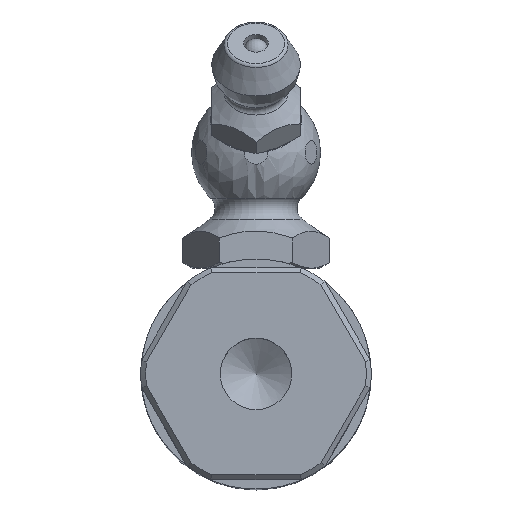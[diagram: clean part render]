
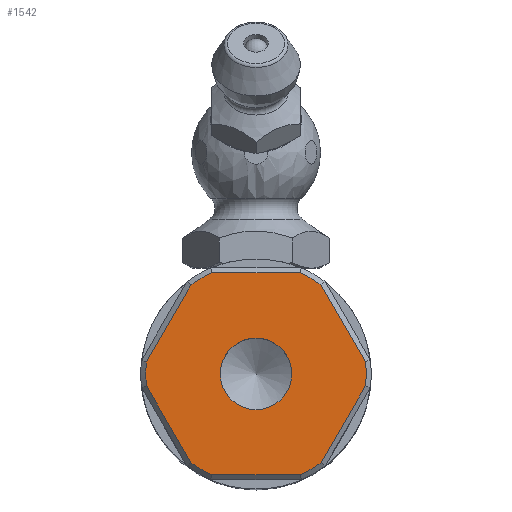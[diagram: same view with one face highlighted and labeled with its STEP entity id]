
A CAD part, top view. The second image highlights one B-rep face of the part: STEP entity #1542.
In plain terms, the highlighted planar face has unit normal (0, 0, 1).
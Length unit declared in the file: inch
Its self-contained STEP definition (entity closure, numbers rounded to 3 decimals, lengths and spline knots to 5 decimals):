
#86=FACE_BOUND('',#343,.T.);
#106=CIRCLE('',#1688,0.325);
#108=CIRCLE('',#1692,0.325);
#111=CIRCLE('',#1697,0.325);
#114=CIRCLE('',#1702,0.325);
#116=CIRCLE('',#1706,0.325);
#118=CIRCLE('',#1710,0.325);
#126=CIRCLE('',#1723,0.1055);
#127=CIRCLE('',#1724,0.1055);
#246=FACE_OUTER_BOUND('',#342,.T.);
#342=EDGE_LOOP('',(#1092,#1093,#1094,#1095,#1096,#1097,#1098,#1099,#1100,
#1101,#1102,#1103));
#343=EDGE_LOOP('',(#1104,#1105));
#469=LINE('',#2343,#535);
#471=LINE('',#2366,#537);
#473=LINE('',#2386,#539);
#475=LINE('',#2404,#541);
#478=LINE('',#2424,#544);
#480=LINE('',#2442,#546);
#535=VECTOR('',#1886,0.3937);
#537=VECTOR('',#1896,0.3937);
#539=VECTOR('',#1908,0.3937);
#541=VECTOR('',#1918,0.3937);
#544=VECTOR('',#1929,0.3937);
#546=VECTOR('',#1939,0.3937);
#601=VERTEX_POINT('',#2341);
#602=VERTEX_POINT('',#2342);
#605=VERTEX_POINT('',#2356);
#607=VERTEX_POINT('',#2365);
#609=VERTEX_POINT('',#2374);
#612=VERTEX_POINT('',#2385);
#614=VERTEX_POINT('',#2394);
#616=VERTEX_POINT('',#2403);
#619=VERTEX_POINT('',#2414);
#621=VERTEX_POINT('',#2423);
#623=VERTEX_POINT('',#2432);
#625=VERTEX_POINT('',#2441);
#642=VERTEX_POINT('',#2536);
#643=VERTEX_POINT('',#2537);
#760=EDGE_CURVE('',#601,#602,#469,.T.);
#764=EDGE_CURVE('',#602,#605,#106,.T.);
#767=EDGE_CURVE('',#605,#607,#471,.T.);
#770=EDGE_CURVE('',#607,#609,#108,.T.);
#774=EDGE_CURVE('',#609,#612,#473,.T.);
#777=EDGE_CURVE('',#612,#614,#111,.T.);
#780=EDGE_CURVE('',#614,#616,#475,.T.);
#784=EDGE_CURVE('',#616,#619,#114,.T.);
#787=EDGE_CURVE('',#619,#621,#478,.T.);
#790=EDGE_CURVE('',#621,#623,#116,.T.);
#793=EDGE_CURVE('',#623,#625,#480,.T.);
#796=EDGE_CURVE('',#625,#601,#118,.T.);
#823=EDGE_CURVE('',#642,#643,#126,.T.);
#824=EDGE_CURVE('',#643,#642,#127,.T.);
#1092=ORIENTED_EDGE('',*,*,#760,.F.);
#1093=ORIENTED_EDGE('',*,*,#796,.F.);
#1094=ORIENTED_EDGE('',*,*,#793,.F.);
#1095=ORIENTED_EDGE('',*,*,#790,.F.);
#1096=ORIENTED_EDGE('',*,*,#787,.F.);
#1097=ORIENTED_EDGE('',*,*,#784,.F.);
#1098=ORIENTED_EDGE('',*,*,#780,.F.);
#1099=ORIENTED_EDGE('',*,*,#777,.F.);
#1100=ORIENTED_EDGE('',*,*,#774,.F.);
#1101=ORIENTED_EDGE('',*,*,#770,.F.);
#1102=ORIENTED_EDGE('',*,*,#767,.F.);
#1103=ORIENTED_EDGE('',*,*,#764,.F.);
#1104=ORIENTED_EDGE('',*,*,#823,.T.);
#1105=ORIENTED_EDGE('',*,*,#824,.T.);
#1489=PLANE('',#1722);
#1542=ADVANCED_FACE('',(#246,#86),#1489,.T.);
#1688=AXIS2_PLACEMENT_3D('',#2357,#1890,#1891);
#1692=AXIS2_PLACEMENT_3D('',#2375,#1900,#1901);
#1697=AXIS2_PLACEMENT_3D('',#2395,#1912,#1913);
#1702=AXIS2_PLACEMENT_3D('',#2415,#1924,#1925);
#1706=AXIS2_PLACEMENT_3D('',#2433,#1934,#1935);
#1710=AXIS2_PLACEMENT_3D('',#2449,#1944,#1945);
#1722=AXIS2_PLACEMENT_3D('',#2535,#1984,#1985);
#1723=AXIS2_PLACEMENT_3D('',#2538,#1986,#1987);
#1724=AXIS2_PLACEMENT_3D('',#2539,#1988,#1989);
#1886=DIRECTION('',(1.,0.,0.));
#1890=DIRECTION('center_axis',(0.,0.,-1.));
#1891=DIRECTION('ref_axis',(1.,0.,0.));
#1896=DIRECTION('',(0.5,-0.866,0.));
#1900=DIRECTION('center_axis',(0.,0.,-1.));
#1901=DIRECTION('ref_axis',(1.,0.,0.));
#1908=DIRECTION('',(-0.5,-0.866,0.));
#1912=DIRECTION('center_axis',(0.,0.,-1.));
#1913=DIRECTION('ref_axis',(1.,0.,0.));
#1918=DIRECTION('',(-1.,0.,0.));
#1924=DIRECTION('center_axis',(0.,0.,-1.));
#1925=DIRECTION('ref_axis',(-1.,0.,0.));
#1929=DIRECTION('',(-0.5,0.866,0.));
#1934=DIRECTION('center_axis',(0.,0.,-1.));
#1935=DIRECTION('ref_axis',(-1.,0.,0.));
#1939=DIRECTION('',(0.5,0.866,0.));
#1944=DIRECTION('center_axis',(0.,0.,-1.));
#1945=DIRECTION('ref_axis',(-1.,0.,0.));
#1984=DIRECTION('center_axis',(0.,0.,1.));
#1985=DIRECTION('ref_axis',(1.,0.,0.));
#1986=DIRECTION('center_axis',(0.,0.,-1.));
#1987=DIRECTION('ref_axis',(1.,0.,0.));
#1988=DIRECTION('center_axis',(0.,0.,-1.));
#1989=DIRECTION('ref_axis',(1.,0.,0.));
#2341=CARTESIAN_POINT('',(-0.13076,0.2975,1.575));
#2342=CARTESIAN_POINT('',(0.13092,0.2975,1.575));
#2343=CARTESIAN_POINT('',(0.09021,0.2975,1.575));
#2356=CARTESIAN_POINT('',(0.19217,0.26216,1.575));
#2357=CARTESIAN_POINT('Origin',(0.00008,0.,
1.575));
#2365=CARTESIAN_POINT('',(0.32316,0.03527,1.575));
#2366=CARTESIAN_POINT('',(0.30275,0.07063,1.575));
#2374=CARTESIAN_POINT('',(0.32316,-0.03527,1.575));
#2375=CARTESIAN_POINT('Origin',(0.00008,0.,
1.575));
#2385=CARTESIAN_POINT('',(0.19217,-0.26216,1.575));
#2386=CARTESIAN_POINT('',(0.21254,-0.22688,1.575));
#2394=CARTESIAN_POINT('',(0.13092,-0.2975,1.575));
#2395=CARTESIAN_POINT('Origin',(0.00008,0.,
1.575));
#2403=CARTESIAN_POINT('',(-0.13076,-0.2975,1.575));
#2404=CARTESIAN_POINT('',(-0.09021,-0.2975,1.575));
#2414=CARTESIAN_POINT('',(-0.19228,-0.26196,1.575));
#2415=CARTESIAN_POINT('Origin',(0.00008,0.,
1.575));
#2423=CARTESIAN_POINT('',(-0.32297,-0.03561,1.575));
#2424=CARTESIAN_POINT('',(-0.30275,-0.07063,1.575));
#2432=CARTESIAN_POINT('',(-0.32297,0.03561,1.575));
#2433=CARTESIAN_POINT('Origin',(0.00008,0.,
1.575));
#2441=CARTESIAN_POINT('',(-0.19228,0.26196,1.575));
#2442=CARTESIAN_POINT('',(-0.21254,0.22688,1.575));
#2449=CARTESIAN_POINT('Origin',(0.00008,0.,
1.575));
#2535=CARTESIAN_POINT('Origin',(0.,0.,
1.575));
#2536=CARTESIAN_POINT('',(0.1055,0.,1.575));
#2537=CARTESIAN_POINT('',(-0.1055,0.,1.575));
#2538=CARTESIAN_POINT('Origin',(0.,0.,1.575));
#2539=CARTESIAN_POINT('Origin',(0.,0.,1.575));
